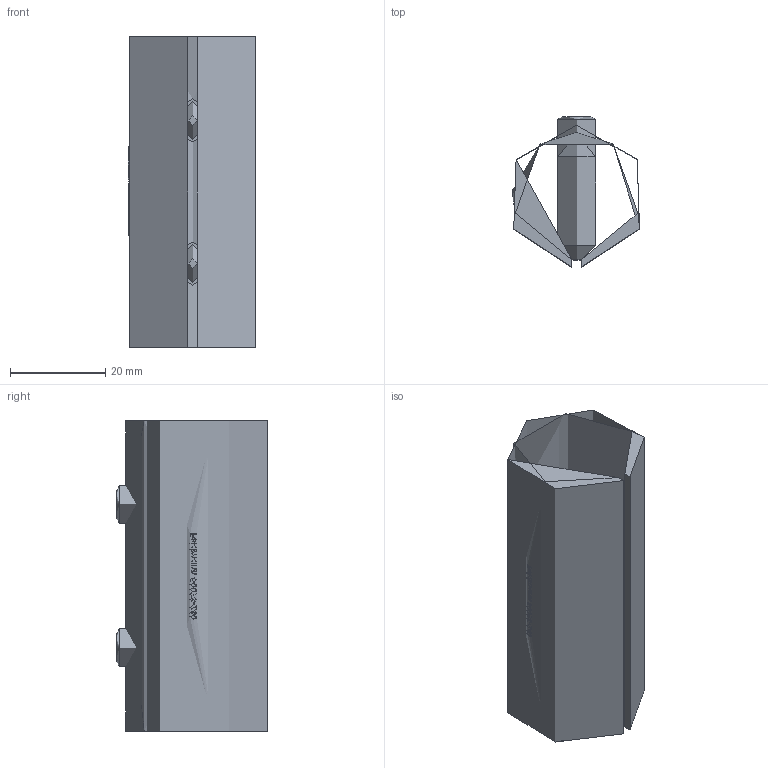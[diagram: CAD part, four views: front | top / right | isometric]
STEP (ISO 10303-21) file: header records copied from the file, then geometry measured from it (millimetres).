
FILE_DESCRIPTION (( 'STEP AP203' ), '1' );
FILE_NAME ('50098-240.step', '2021-11-25T13:45:47', ( '' ), ( '' ), 'SwSTEP 2.0', 'SolidWorks 2018', '' );
FILE_SCHEMA (( 'CONFIG_CONTROL_DESIGN' ));
Length unit declared in the file: millimetre
Products named in the file (7): 50098-240 DIN 914 M8 x 30_M8 x 30; 50098-240; 50098-240 Teil1; 50098-240 DIN 914 M8 x 30
Assembly tree (6 placements, depth 2):
  50098-240
    50098-240 DIN 914 M8 x 30
    50098-240 DIN 914 M8 x 30
    50098-240 Teil1
  50098-240
    50098-240 Teil1
    50098-240 DIN 914 M8 x 30_M8 x 30  x2
Bounding box: 26.63 x 31.5 x 65 mm (x, y, z)
Volume: 11323.6 mm3; surface area: 13775.6 mm2
Topology: 3 solids, 3 shells, 264 faces, 682 edges, 458 vertices
Faces by surface type: bspline 115, plane 110, cylinder 35, cone 4
Full cylindrical faces by diameter (mm): 6.8 x2, 8 x2, 9 x2
Entity records: 14741 total; most frequent: CARTESIAN_POINT 8615, ORIENTED_EDGE 1290, DIRECTION 779, EDGE_CURVE 645, VERTEX_POINT 434, VECTOR 301, LINE 301, EDGE_LOOP 293
